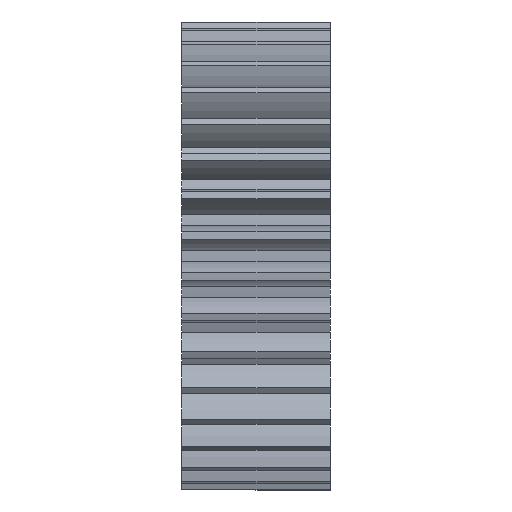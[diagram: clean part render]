
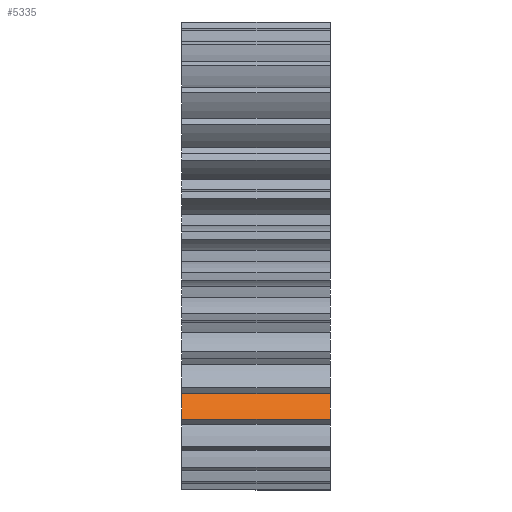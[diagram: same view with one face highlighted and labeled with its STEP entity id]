
A CAD part, front view. The second image highlights one B-rep face of the part: STEP entity #5335.
In plain terms, the highlighted cylindrical face has radius 7.62 mm (diameter 15.24 mm), a partial arc.
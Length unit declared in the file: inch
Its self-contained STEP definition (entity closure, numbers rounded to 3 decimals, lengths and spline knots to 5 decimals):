
#174 = AXIS2_PLACEMENT_3D ( 'NONE', #3835, #948, #3045 ) ;
#187 = DIRECTION ( 'NONE',  ( 1., 0., 0. ) ) ;
#470 = ORIENTED_EDGE ( 'NONE', *, *, #4548, .T. ) ;
#644 = CYLINDRICAL_SURFACE ( 'NONE', #4930, 0.3 ) ;
#750 = CARTESIAN_POINT ( 'NONE',  ( 0., -0.5222, -0.46315 ) ) ;
#775 = DIRECTION ( 'NONE',  ( -1., 0., 0. ) ) ;
#859 = ORIENTED_EDGE ( 'NONE', *, *, #1517, .T. ) ;
#948 = DIRECTION ( 'NONE',  ( 1., 0., 0. ) ) ;
#993 = LINE ( 'NONE', #4660, #2063 ) ;
#1516 = AXIS2_PLACEMENT_3D ( 'NONE', #3226, #3199, #4799 ) ;
#1517 = EDGE_CURVE ( 'NONE', #4714, #2522, #3766, .T. ) ;
#1587 = ORIENTED_EDGE ( 'NONE', *, *, #4219, .T. ) ;
#1701 = CARTESIAN_POINT ( 'NONE',  ( 0.5, -0.28371, -0.64514 ) ) ;
#1812 = VECTOR ( 'NONE', #775, 39.37008 ) ;
#2063 = VECTOR ( 'NONE', #187, 39.37008 ) ;
#2351 = CARTESIAN_POINT ( 'NONE',  ( 0.5, -0.56853, -0.55092 ) ) ;
#2522 = VERTEX_POINT ( 'NONE', #4950 ) ;
#3045 = DIRECTION ( 'NONE',  ( 0., 0., -1. ) ) ;
#3199 = DIRECTION ( 'NONE',  ( -1., 0., 0. ) ) ;
#3226 = CARTESIAN_POINT ( 'NONE',  ( 0.5, -0.28371, -0.64514 ) ) ;
#3475 = DIRECTION ( 'NONE',  ( 0., 0., 1. ) ) ;
#3542 = EDGE_LOOP ( 'NONE', ( #470, #859, #4314, #1587 ) ) ;
#3766 = CIRCLE ( 'NONE', #1516, 0.3 ) ;
#3835 = CARTESIAN_POINT ( 'NONE',  ( 0., -0.28371, -0.64514 ) ) ;
#4116 = LINE ( 'NONE', #4142, #1812 ) ;
#4142 = CARTESIAN_POINT ( 'NONE',  ( 0.5, -0.5222, -0.46315 ) ) ;
#4219 = EDGE_CURVE ( 'NONE', #4797, #4337, #4829, .T. ) ;
#4305 = DIRECTION ( 'NONE',  ( -1., 0., 0. ) ) ;
#4314 = ORIENTED_EDGE ( 'NONE', *, *, #4877, .T. ) ;
#4337 = VERTEX_POINT ( 'NONE', #5209 ) ;
#4548 = EDGE_CURVE ( 'NONE', #4337, #4714, #993, .T. ) ;
#4660 = CARTESIAN_POINT ( 'NONE',  ( 0.25, -0.56853, -0.55092 ) ) ;
#4714 = VERTEX_POINT ( 'NONE', #2351 ) ;
#4797 = VERTEX_POINT ( 'NONE', #750 ) ;
#4799 = DIRECTION ( 'NONE',  ( 0., -0.643, 0.766 ) ) ;
#4829 = CIRCLE ( 'NONE', #174, 0.3 ) ;
#4877 = EDGE_CURVE ( 'NONE', #2522, #4797, #4116, .T. ) ;
#4930 = AXIS2_PLACEMENT_3D ( 'NONE', #1701, #4305, #3475 ) ;
#4950 = CARTESIAN_POINT ( 'NONE',  ( 0.5, -0.5222, -0.46315 ) ) ;
#4972 = FACE_OUTER_BOUND ( 'NONE', #3542, .T. ) ;
#5209 = CARTESIAN_POINT ( 'NONE',  ( 0., -0.56853, -0.55092 ) ) ;
#5335 = ADVANCED_FACE ( 'NONE', ( #4972 ), #644, .T. ) ;
